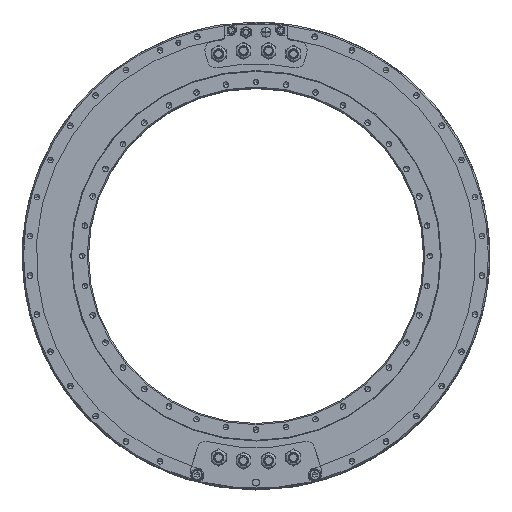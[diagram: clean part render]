
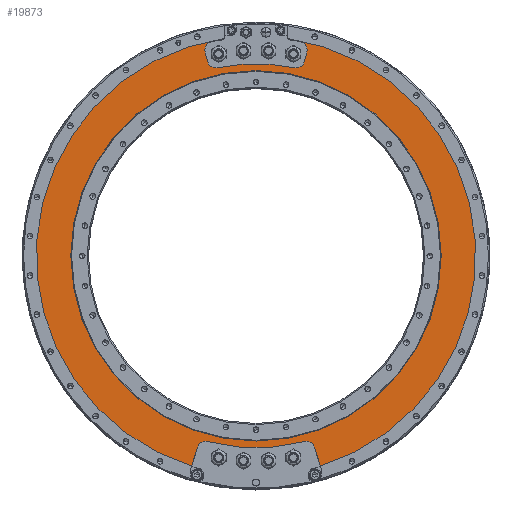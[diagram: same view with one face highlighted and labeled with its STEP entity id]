
A CAD part, top view. The second image highlights one B-rep face of the part: STEP entity #19873.
In plain terms, the highlighted planar face has unit normal (0, 0, 1).
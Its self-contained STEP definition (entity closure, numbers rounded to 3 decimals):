
#5022=DIRECTION('',(0.292,-0.956,0.));
#5023=VECTOR('',#5022,23.707);
#5024=CARTESIAN_POINT('',(70.694,-231.228,-0.15));
#5025=LINE('',#5024,#5023);
#5042=CARTESIAN_POINT('',(-42.5,265.621,-0.15));
#5043=DIRECTION('',(0.,0.,1.));
#5044=DIRECTION('',(0.158,-0.987,0.));
#5045=AXIS2_PLACEMENT_3D('',#5042,#5043,#5044);
#5047=CARTESIAN_POINT('',(0.,0.,-0.15));
#5048=DIRECTION('',(0.,0.,1.));
#5049=DIRECTION('',(-0.158,0.987,0.));
#5050=AXIS2_PLACEMENT_3D('',#5047,#5048,#5049);
#5052=CARTESIAN_POINT('',(-51.698,248.683,
-0.15));
#5053=DIRECTION('',(0.,0.,-1.));
#5054=DIRECTION('',(-0.97,-0.242,0.));
#5055=AXIS2_PLACEMENT_3D('',#5052,#5053,#5054);
#5057=DIRECTION('',(0.242,-0.97,0.));
#5058=VECTOR('',#5057,12.01);
#5059=CARTESIAN_POINT('',(-61.401,246.264,
-0.15));
#5060=LINE('',#5059,#5058);
#5061=CARTESIAN_POINT('',(-48.792,237.03,
-0.15));
#5062=DIRECTION('',(0.,0.,-1.));
#5063=DIRECTION('',(0.202,-0.979,0.));
#5064=AXIS2_PLACEMENT_3D('',#5061,#5062,#5063);
#5066=CARTESIAN_POINT('',(0.,0.,-0.15));
#5067=DIRECTION('',(0.,0.,1.));
#5068=DIRECTION('',(0.202,0.979,0.));
#5069=AXIS2_PLACEMENT_3D('',#5066,#5067,#5068);
#5071=CARTESIAN_POINT('',(48.792,237.03,
-0.15));
#5072=DIRECTION('',(0.,0.,-1.));
#5073=DIRECTION('',(0.97,-0.242,0.));
#5074=AXIS2_PLACEMENT_3D('',#5071,#5072,#5073);
#5076=DIRECTION('',(0.242,0.97,0.));
#5077=VECTOR('',#5076,12.01);
#5078=CARTESIAN_POINT('',(58.495,234.611,
-0.15));
#5079=LINE('',#5078,#5077);
#5080=CARTESIAN_POINT('',(51.698,248.683,
-0.15));
#5081=DIRECTION('',(0.,0.,-1.));
#5082=DIRECTION('',(0.204,0.979,0.));
#5083=AXIS2_PLACEMENT_3D('',#5080,#5081,#5082);
#5085=CARTESIAN_POINT('',(0.,0.,-0.15));
#5086=DIRECTION('',(0.,0.,1.));
#5087=DIRECTION('',(0.204,0.979,0.));
#5088=AXIS2_PLACEMENT_3D('',#5085,#5086,#5087);
#5090=CARTESIAN_POINT('',(42.5,265.621,-0.15));
#5091=DIRECTION('',(0.,0.,1.));
#5092=DIRECTION('',(-0.812,-0.584,0.));
#5093=AXIS2_PLACEMENT_3D('',#5090,#5091,#5092);
#5095=CARTESIAN_POINT('',(61.13,-234.152,-0.15));
#5096=DIRECTION('',(0.,0.,-1.));
#5097=DIRECTION('',(-0.253,0.968,0.));
#5098=AXIS2_PLACEMENT_3D('',#5095,#5096,#5097);
#5100=CARTESIAN_POINT('',(0.,0.,-0.15));
#5101=DIRECTION('',(0.,0.,1.));
#5102=DIRECTION('',(-0.253,-0.968,0.));
#5103=AXIS2_PLACEMENT_3D('',#5100,#5101,#5102);
#5105=CARTESIAN_POINT('',(-61.13,-234.152,-0.15));
#5106=DIRECTION('',(0.,0.,-1.));
#5107=DIRECTION('',(-0.956,0.292,0.));
#5108=AXIS2_PLACEMENT_3D('',#5105,#5106,#5107);
#5119=CARTESIAN_POINT('',(0.,0.,-0.15));
#5120=DIRECTION('',(0.,0.,1.));
#5121=DIRECTION('',(-1.,0.,0.));
#5122=AXIS2_PLACEMENT_3D('',#5119,#5120,#5121);
#5133=CARTESIAN_POINT('',(0.,0.,-0.15));
#5134=DIRECTION('',(0.,0.,1.));
#5135=DIRECTION('',(1.,0.,0.));
#5136=AXIS2_PLACEMENT_3D('',#5133,#5134,#5135);
#7604=DIRECTION('',(0.292,0.956,0.));
#7605=VECTOR('',#7604,23.707);
#7606=CARTESIAN_POINT('',(-77.625,-253.899,-0.15));
#7607=LINE('',#7606,#7605);
#7632=CARTESIAN_POINT('',(0.,0.,-0.15));
#7633=DIRECTION('',(0.,0.,1.));
#7634=DIRECTION('',(-0.145,0.989,0.));
#7635=AXIS2_PLACEMENT_3D('',#7632,#7633,#7634);
#7641=CARTESIAN_POINT('',(0.,0.,-0.15));
#7642=DIRECTION('',(0.,0.,1.));
#7643=DIRECTION('',(0.292,-0.956,0.));
#7644=AXIS2_PLACEMENT_3D('',#7641,#7642,#7643);
#10451=CARTESIAN_POINT('',(-223.75,0.,-0.15));
#10452=CARTESIAN_POINT('',(223.75,0.,-0.15));
#10453=VERTEX_POINT('',#10451);
#10454=VERTEX_POINT('',#10452);
#10531=CARTESIAN_POINT('',(46.776,227.236,
-0.15));
#10532=CARTESIAN_POINT('',(-46.776,227.236,
-0.15));
#10533=VERTEX_POINT('',#10531);
#10534=VERTEX_POINT('',#10532);
#10535=CARTESIAN_POINT('',(58.495,234.611,
-0.15));
#10536=CARTESIAN_POINT('',(61.401,246.264,
-0.15));
#10537=VERTEX_POINT('',#10535);
#10538=VERTEX_POINT('',#10536);
#10539=CARTESIAN_POINT('',(-61.401,246.264,
-0.15));
#10540=CARTESIAN_POINT('',(-58.495,234.611,
-0.15));
#10541=VERTEX_POINT('',#10539);
#10542=VERTEX_POINT('',#10540);
#10543=CARTESIAN_POINT('',(-53.733,258.474,
-0.15));
#10544=VERTEX_POINT('',#10543);
#10545=CARTESIAN_POINT('',(53.733,258.474,
-0.15));
#10546=VERTEX_POINT('',#10545);
#11285=CARTESIAN_POINT('',(-58.604,-224.476,-0.15));
#11286=CARTESIAN_POINT('',(58.604,-224.476,-0.15));
#11287=VERTEX_POINT('',#11285);
#11288=VERTEX_POINT('',#11286);
#11289=CARTESIAN_POINT('',(70.694,-231.228,-0.15));
#11290=VERTEX_POINT('',#11289);
#11291=CARTESIAN_POINT('',(-70.694,-231.228,-0.15));
#11292=VERTEX_POINT('',#11291);
#11821=CARTESIAN_POINT('',(38.441,262.702,
-0.15));
#11823=VERTEX_POINT('',#11821);
#11825=CARTESIAN_POINT('',(-38.441,262.702,
-0.15));
#11827=VERTEX_POINT('',#11825);
#11829=CARTESIAN_POINT('',(-41.71,260.684,
-0.15));
#11830=VERTEX_POINT('',#11829);
#11831=CARTESIAN_POINT('',(41.71,260.684,
-0.15));
#11832=VERTEX_POINT('',#11831);
#11865=CARTESIAN_POINT('',(-77.625,-253.899,-0.15));
#11867=VERTEX_POINT('',#11865);
#11869=CARTESIAN_POINT('',(77.625,-253.899,-0.15));
#11871=VERTEX_POINT('',#11869);
#19825=CARTESIAN_POINT('',(0.,0.,-0.15));
#19826=DIRECTION('',(0.,0.,1.));
#19827=DIRECTION('',(1.,0.,0.));
#19828=AXIS2_PLACEMENT_3D('',#19825,#19826,#19827);
#19829=PLANE('',#19828);
#19831=ORIENTED_EDGE('',*,*,#19830,.F.);
#19833=ORIENTED_EDGE('',*,*,#19832,.F.);
#19835=ORIENTED_EDGE('',*,*,#19834,.F.);
#19837=ORIENTED_EDGE('',*,*,#19836,.T.);
#19839=ORIENTED_EDGE('',*,*,#19838,.F.);
#19841=ORIENTED_EDGE('',*,*,#19840,.T.);
#19843=ORIENTED_EDGE('',*,*,#19842,.F.);
#19845=ORIENTED_EDGE('',*,*,#19844,.F.);
#19847=ORIENTED_EDGE('',*,*,#19846,.F.);
#19849=ORIENTED_EDGE('',*,*,#19848,.T.);
#19851=ORIENTED_EDGE('',*,*,#19850,.F.);
#19853=ORIENTED_EDGE('',*,*,#19852,.T.);
#19855=ORIENTED_EDGE('',*,*,#19854,.F.);
#19857=ORIENTED_EDGE('',*,*,#19856,.F.);
#19858=ORIENTED_EDGE('',*,*,#19802,.F.);
#19860=ORIENTED_EDGE('',*,*,#19859,.F.);
#19862=ORIENTED_EDGE('',*,*,#19861,.F.);
#19864=ORIENTED_EDGE('',*,*,#19863,.F.);
#19865=EDGE_LOOP('',(#19831,#19833,#19835,#19837,#19839,#19841,#19843,#19845,
#19847,#19849,#19851,#19853,#19855,#19857,#19858,#19860,#19862,#19864));
#19866=FACE_OUTER_BOUND('',#19865,.F.);
#19868=ORIENTED_EDGE('',*,*,#19867,.T.);
#19870=ORIENTED_EDGE('',*,*,#19869,.T.);
#19871=EDGE_LOOP('',(#19868,#19870));
#19872=FACE_BOUND('',#19871,.F.);
#5046=CIRCLE('',#5045,5.);
#5051=CIRCLE('',#5050,264.);
#5056=CIRCLE('',#5055,10.);
#5065=CIRCLE('',#5064,10.);
#5070=CIRCLE('',#5069,232.);
#5075=CIRCLE('',#5074,10.);
#5084=CIRCLE('',#5083,10.);
#5089=CIRCLE('',#5088,264.);
#5094=CIRCLE('',#5093,5.);
#5099=CIRCLE('',#5098,10.);
#5104=CIRCLE('',#5103,232.);
#5109=CIRCLE('',#5108,10.);
#5123=CIRCLE('',#5122,223.75);
#5137=CIRCLE('',#5136,223.75);
#7636=CIRCLE('',#7635,265.5);
#7645=CIRCLE('',#7644,265.5);
#19802=EDGE_CURVE('',#11290,#11871,#5025,.T.);
#19830=EDGE_CURVE('',#11867,#11292,#7607,.T.);
#19832=EDGE_CURVE('',#11827,#11867,#7636,.T.);
#19834=EDGE_CURVE('',#11830,#11827,#5046,.T.);
#19836=EDGE_CURVE('',#11830,#10544,#5051,.T.);
#19838=EDGE_CURVE('',#10541,#10544,#5056,.T.);
#19840=EDGE_CURVE('',#10541,#10542,#5060,.T.);
#19842=EDGE_CURVE('',#10534,#10542,#5065,.T.);
#19844=EDGE_CURVE('',#10533,#10534,#5070,.T.);
#19846=EDGE_CURVE('',#10537,#10533,#5075,.T.);
#19848=EDGE_CURVE('',#10537,#10538,#5079,.T.);
#19850=EDGE_CURVE('',#10546,#10538,#5084,.T.);
#19852=EDGE_CURVE('',#10546,#11832,#5089,.T.);
#19854=EDGE_CURVE('',#11823,#11832,#5094,.T.);
#19856=EDGE_CURVE('',#11871,#11823,#7645,.T.);
#19859=EDGE_CURVE('',#11288,#11290,#5099,.T.);
#19861=EDGE_CURVE('',#11287,#11288,#5104,.T.);
#19863=EDGE_CURVE('',#11292,#11287,#5109,.T.);
#19867=EDGE_CURVE('',#10453,#10454,#5123,.T.);
#19869=EDGE_CURVE('',#10454,#10453,#5137,.T.);
#19873=ADVANCED_FACE('',(#19866,#19872),#19829,.T.);
